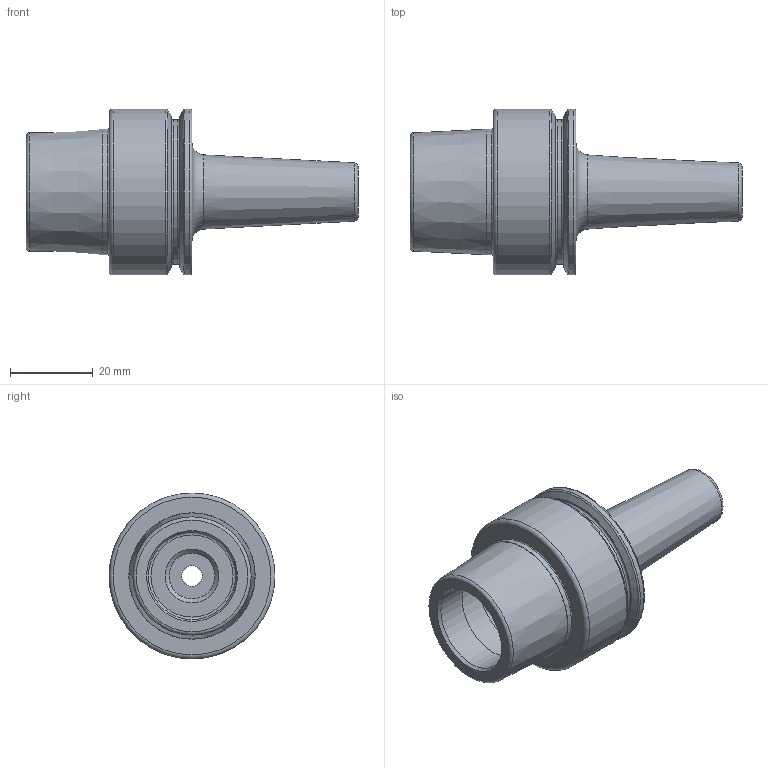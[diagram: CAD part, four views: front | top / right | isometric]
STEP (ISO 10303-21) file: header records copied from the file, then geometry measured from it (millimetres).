
FILE_DESCRIPTION(/* description */ (''),/* implementation_level */ '2;1');
FILE_NAME(/* name */ 'HSK040E-SNM08-060.step',/* time_stamp */ '2022-01-10T15:09:45-06:00',/* author */ (''),/* organization */ (''),/* preprocessor_version */ 'ST-DEVELOPER v18.1',/* originating_system */ 'Autodesk Translation Framework v10.10.0.1391',/* authorisation */ '');
FILE_SCHEMA (('AUTOMOTIVE_DESIGN { 1 0 10303 214 3 1 1 }'));
Length unit declared in the file: millimetre
Products named in the file (3): HSK040E-SNM08-060; HSK040E v1; HSK040E v1 (1)
Assembly tree (2 placements, depth 2):
  HSK040E-SNM08-060
    HSK040E v1
    HSK040E v1 (1)
Bounding box: 80 x 40 x 40 mm (x, y, z)
Volume: 31653 mm3; surface area: 12394.1 mm2
Topology: 1 solids, 1 shells, 45 faces, 97 edges, 63 vertices
Faces by surface type: torus 15, cylinder 12, plane 11, cone 7
Full cylindrical faces by diameter (mm): 5 x1, 8 x1, 9 x1, 11 x1, 13 x1, 21 x2, 25.5 x1, 30.208 x1, 34.8 x1, 40 x2
Entity records: 1364 total; most frequent: DIRECTION 275, CARTESIAN_POINT 210, ORIENTED_EDGE 194, AXIS2_PLACEMENT_3D 128, EDGE_CURVE 97, CIRCLE 78, VERTEX_POINT 63, EDGE_LOOP 56
